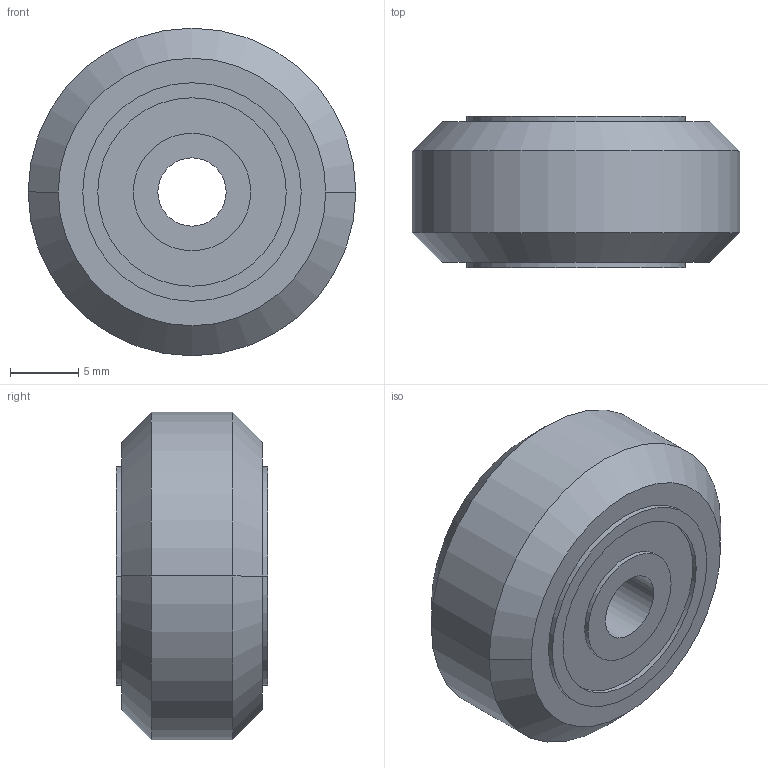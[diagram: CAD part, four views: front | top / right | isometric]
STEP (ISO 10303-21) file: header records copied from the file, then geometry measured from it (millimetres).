
FILE_DESCRIPTION (( 'STEP AP214' ), '1' );
FILE_NAME ('A101 栖闉罻 豂錒罻.STEP', '2019-06-10T09:27:48', ( 'Windows User' ), ( '' ), 'SwSTEP 2.0', 'SolidWorks 2018', '' );
FILE_SCHEMA (( 'AUTOMOTIVE_DESIGN' ));
Length unit declared in the file: millimetre
Products named in the file (4): A101 Ñòàíäàðòíûé àëþìèíèåâûé ðîëèê äëÿ V-ïàçà, O 24 ìì_00; A180 Ïîäøèïíèê 625rs, O 5  O 16; A211 Âûñîêîòî÷íàÿ äèñòàíöèîííàÿ øàéáà 5 ìì_00; A101 栖闉罻 豂錒罻
Assembly tree (4 placements, depth 2):
  A101 栖闉罻 豂錒罻
    A101 Ñòàíäàðòíûé àëþìèíèåâûé ðîëèê äëÿ V-ïàçà, O 24 ìì_00
    A180 Ïîäøèïíèê 625rs, O 5  O 16  x2
    A211 Âûñîêîòî÷íàÿ äèñòàíöèîííàÿ øàéáà 5 ìì_00
Bounding box: 24 x 11.1 x 24 mm (x, y, z)
Volume: 4049.2 mm3; surface area: 3326.4 mm2
Topology: 4 solids, 4 shells, 58 faces, 116 edges, 76 vertices
Faces by surface type: cylinder 36, plane 18, cone 4
Entity records: 1260 total; most frequent: DIRECTION 226, CARTESIAN_POINT 179, ORIENTED_EDGE 160, AXIS2_PLACEMENT_3D 99, EDGE_CURVE 80, EDGE_LOOP 52, VERTEX_POINT 52, CIRCLE 52
